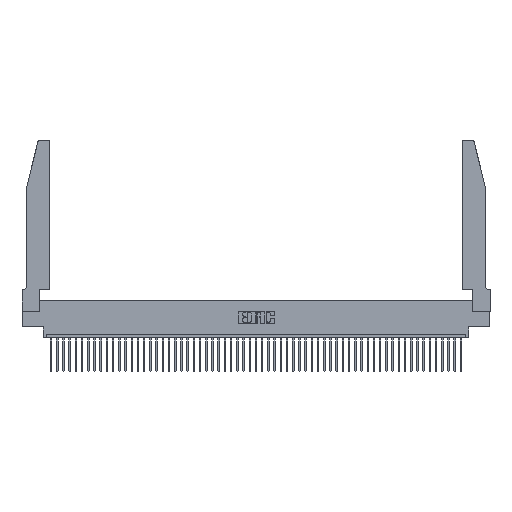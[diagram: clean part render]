
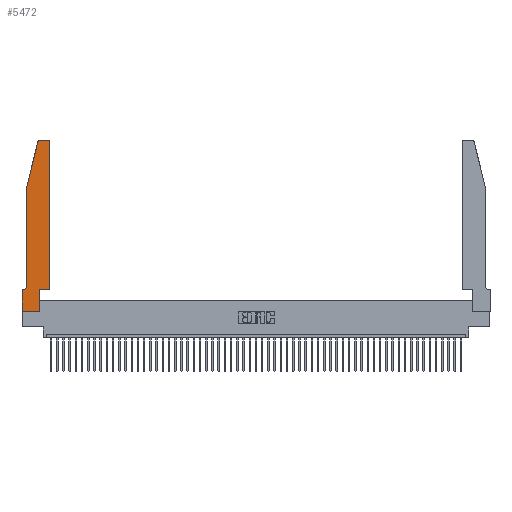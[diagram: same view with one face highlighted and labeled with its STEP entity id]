
A CAD part, top view. The second image highlights one B-rep face of the part: STEP entity #5472.
In plain terms, the highlighted planar face has unit normal (0, 0, 1).
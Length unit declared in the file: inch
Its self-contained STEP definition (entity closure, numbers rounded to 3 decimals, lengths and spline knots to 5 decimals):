
#869 = CARTESIAN_POINT ( 'NONE',  ( 0.2605, 2.75, 0.37 ) ) ;
#901 = LINE ( 'NONE', #17404, #5309 ) ;
#1525 = DIRECTION ( 'NONE',  ( 0., 0., 1. ) ) ;
#1526 = LINE ( 'NONE', #869, #50509 ) ;
#1970 = CARTESIAN_POINT ( 'NONE',  ( 0.4505, 2.72, 0.37 ) ) ;
#2044 = DIRECTION ( 'NONE',  ( 0., -1., 0. ) ) ;
#2827 = CARTESIAN_POINT ( 'NONE',  ( 0.4505, 0.35, 0.37 ) ) ;
#3114 = CIRCLE ( 'NONE', #6042, 0.03 ) ;
#4968 = ORIENTED_EDGE ( 'NONE', *, *, #16186, .T. ) ;
#5309 = VECTOR ( 'NONE', #14048, 39.37008 ) ;
#5472 = ADVANCED_FACE ( 'NONE', ( #40845 ), #35123, .T. ) ;
#6042 = AXIS2_PLACEMENT_3D ( 'NONE', #34526, #18727, #50445 ) ;
#6662 = VERTEX_POINT ( 'NONE', #1970 ) ;
#6889 = DIRECTION ( 'NONE',  ( 1., 0., 0. ) ) ;
#6968 = ORIENTED_EDGE ( 'NONE', *, *, #25186, .T. ) ;
#7186 = LINE ( 'NONE', #15363, #51118 ) ;
#7613 = EDGE_CURVE ( 'NONE', #6662, #32696, #35329, .T. ) ;
#8384 = DIRECTION ( 'NONE',  ( 1., 0., 0. ) ) ;
#8468 = EDGE_CURVE ( 'NONE', #42376, #12655, #27683, .T. ) ;
#8838 = ORIENTED_EDGE ( 'NONE', *, *, #28996, .T. ) ;
#8902 = LINE ( 'NONE', #48733, #16473 ) ;
#9948 = ORIENTED_EDGE ( 'NONE', *, *, #43399, .T. ) ;
#11370 = CARTESIAN_POINT ( 'NONE',  ( 0.4205, 2.72, 0.37 ) ) ;
#11386 = VERTEX_POINT ( 'NONE', #42420 ) ;
#11412 = CARTESIAN_POINT ( 'NONE',  ( 0.4505, 0.35, 0.37 ) ) ;
#12093 = EDGE_CURVE ( 'NONE', #32696, #26129, #1526, .T. ) ;
#12655 = VERTEX_POINT ( 'NONE', #33684 ) ;
#12964 = DIRECTION ( 'NONE',  ( -1., 0., 0. ) ) ;
#14048 = DIRECTION ( 'NONE',  ( 0., 1., 0. ) ) ;
#14302 = ORIENTED_EDGE ( 'NONE', *, *, #8468, .T. ) ;
#14640 = VECTOR ( 'NONE', #48981, 39.37008 ) ;
#15187 = CARTESIAN_POINT ( 'NONE',  ( 0.0755, 2., 0.37 ) ) ;
#15363 = CARTESIAN_POINT ( 'NONE',  ( 0.0755, 2., 0.37 ) ) ;
#16186 = EDGE_CURVE ( 'NONE', #25262, #47399, #8902, .T. ) ;
#16265 = ORIENTED_EDGE ( 'NONE', *, *, #42787, .T. ) ;
#16473 = VECTOR ( 'NONE', #32595, 39.37008 ) ;
#17131 = DIRECTION ( 'NONE',  ( 0., 0., -1. ) ) ;
#17404 = CARTESIAN_POINT ( 'NONE',  ( 0.2865, 0.35, 0.37 ) ) ;
#18727 = DIRECTION ( 'NONE',  ( 0., 0., 1. ) ) ;
#18867 = CARTESIAN_POINT ( 'NONE',  ( 0., 0., 0.37 ) ) ;
#19420 = DIRECTION ( 'NONE',  ( -0.239, -0.971, 0. ) ) ;
#20032 = ORIENTED_EDGE ( 'NONE', *, *, #12093, .T. ) ;
#20501 = ORIENTED_EDGE ( 'NONE', *, *, #7613, .T. ) ;
#20644 = ORIENTED_EDGE ( 'NONE', *, *, #39925, .T. ) ;
#20729 = VECTOR ( 'NONE', #35007, 39.37008 ) ;
#20945 = AXIS2_PLACEMENT_3D ( 'NONE', #23381, #47916, #39641 ) ;
#22377 = CARTESIAN_POINT ( 'NONE',  ( 0.0755, 2., 0.37 ) ) ;
#23381 = CARTESIAN_POINT ( 'NONE',  ( 0., 0.35, 0.37 ) ) ;
#23542 = CARTESIAN_POINT ( 'NONE',  ( 0., 0., 0.37 ) ) ;
#24942 = CARTESIAN_POINT ( 'NONE',  ( 0.25487, 2.72718, 0.37 ) ) ;
#25186 = EDGE_CURVE ( 'NONE', #12655, #48344, #901, .T. ) ;
#25262 = VERTEX_POINT ( 'NONE', #38466 ) ;
#25305 = LINE ( 'NONE', #2827, #14640 ) ;
#26129 = VERTEX_POINT ( 'NONE', #36695 ) ;
#27683 = LINE ( 'NONE', #18867, #20729 ) ;
#27850 = VERTEX_POINT ( 'NONE', #43270 ) ;
#27865 = VERTEX_POINT ( 'NONE', #15187 ) ;
#28996 = EDGE_CURVE ( 'NONE', #47399, #42376, #36419, .T. ) ;
#30301 = ORIENTED_EDGE ( 'NONE', *, *, #36331, .T. ) ;
#32595 = DIRECTION ( 'NONE',  ( -1., 0., 0. ) ) ;
#32696 = VERTEX_POINT ( 'NONE', #34088 ) ;
#33684 = CARTESIAN_POINT ( 'NONE',  ( 0.2865, 0., 0.37 ) ) ;
#34088 = CARTESIAN_POINT ( 'NONE',  ( 0.4205, 2.75, 0.37 ) ) ;
#34526 = CARTESIAN_POINT ( 'NONE',  ( 0.284, 2.72, 0.37 ) ) ;
#35007 = DIRECTION ( 'NONE',  ( 1., 0., 0. ) ) ;
#35123 = PLANE ( 'NONE',  #20945 ) ;
#35329 = CIRCLE ( 'NONE', #37076, 0.03 ) ;
#36331 = EDGE_CURVE ( 'NONE', #11386, #6662, #25305, .T. ) ;
#36419 = LINE ( 'NONE', #42602, #39563 ) ;
#36695 = CARTESIAN_POINT ( 'NONE',  ( 0.284, 2.75, 0.37 ) ) ;
#37076 = AXIS2_PLACEMENT_3D ( 'NONE', #11370, #1525, #8384 ) ;
#37658 = CARTESIAN_POINT ( 'NONE',  ( 0., 0.35, 0.37 ) ) ;
#38466 = CARTESIAN_POINT ( 'NONE',  ( 0.0055, 0.35, 0.37 ) ) ;
#39563 = VECTOR ( 'NONE', #2044, 39.37008 ) ;
#39641 = DIRECTION ( 'NONE',  ( 1., 0., 0. ) ) ;
#39925 = EDGE_CURVE ( 'NONE', #27850, #25262, #44160, .T. ) ;
#40845 = FACE_OUTER_BOUND ( 'NONE', #44255, .T. ) ;
#41127 = VERTEX_POINT ( 'NONE', #24942 ) ;
#42376 = VERTEX_POINT ( 'NONE', #23542 ) ;
#42420 = CARTESIAN_POINT ( 'NONE',  ( 0.4505, 0.35, 0.37 ) ) ;
#42602 = CARTESIAN_POINT ( 'NONE',  ( 0., 0., 0.37 ) ) ;
#42787 = EDGE_CURVE ( 'NONE', #26129, #41127, #3114, .T. ) ;
#43270 = CARTESIAN_POINT ( 'NONE',  ( 0.0755, 0.42, 0.37 ) ) ;
#43399 = EDGE_CURVE ( 'NONE', #27865, #27850, #50735, .T. ) ;
#43849 = CARTESIAN_POINT ( 'NONE',  ( 0.0055, 0.42, 0.37 ) ) ;
#43885 = VECTOR ( 'NONE', #6889, 39.37008 ) ;
#44160 = CIRCLE ( 'NONE', #50460, 0.07 ) ;
#44255 = EDGE_LOOP ( 'NONE', ( #20032, #16265, #50366, #9948, #20644, #4968, #8838, #14302, #6968, #49953, #30301, #20501 ) ) ;
#46367 = DIRECTION ( 'NONE',  ( 0., -1., 0. ) ) ;
#46851 = EDGE_CURVE ( 'NONE', #48344, #11386, #50771, .T. ) ;
#47399 = VERTEX_POINT ( 'NONE', #37658 ) ;
#47916 = DIRECTION ( 'NONE',  ( 0., 0., 1. ) ) ;
#48344 = VERTEX_POINT ( 'NONE', #51151 ) ;
#48380 = DIRECTION ( 'NONE',  ( -1., 0., 0. ) ) ;
#48733 = CARTESIAN_POINT ( 'NONE',  ( 0.0755, 0.35, 0.37 ) ) ;
#48981 = DIRECTION ( 'NONE',  ( 0., 1., 0. ) ) ;
#49903 = EDGE_CURVE ( 'NONE', #41127, #27865, #7186, .T. ) ;
#49953 = ORIENTED_EDGE ( 'NONE', *, *, #46851, .T. ) ;
#50366 = ORIENTED_EDGE ( 'NONE', *, *, #49903, .T. ) ;
#50445 = DIRECTION ( 'NONE',  ( 1., 0., 0. ) ) ;
#50460 = AXIS2_PLACEMENT_3D ( 'NONE', #43849, #17131, #48380 ) ;
#50509 = VECTOR ( 'NONE', #12964, 39.37008 ) ;
#50735 = LINE ( 'NONE', #22377, #51410 ) ;
#50771 = LINE ( 'NONE', #11412, #43885 ) ;
#51118 = VECTOR ( 'NONE', #19420, 39.37008 ) ;
#51151 = CARTESIAN_POINT ( 'NONE',  ( 0.2865, 0.35, 0.37 ) ) ;
#51410 = VECTOR ( 'NONE', #46367, 39.37008 ) ;
